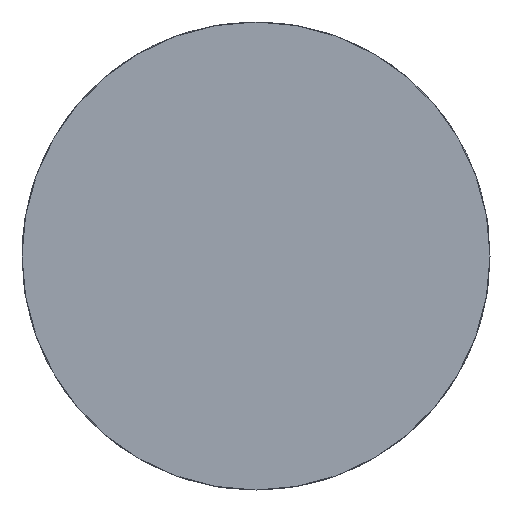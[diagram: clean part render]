
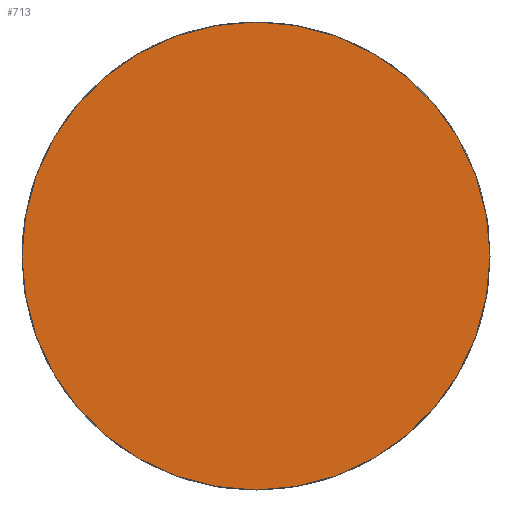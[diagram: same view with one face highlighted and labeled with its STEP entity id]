
A CAD part, front view. The second image highlights one B-rep face of the part: STEP entity #713.
In plain terms, the highlighted planar face has unit normal (0, -1, 0).
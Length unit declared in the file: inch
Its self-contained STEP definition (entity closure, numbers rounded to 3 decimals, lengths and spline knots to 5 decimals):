
#2=CARTESIAN_POINT('',(0.,0.,0.));
#3=DIRECTION('',(0.,1.,0.));
#4=DIRECTION('',(1.,0.,0.));
#5=AXIS2_PLACEMENT_3D('',#2,#3,#4);
#367=CARTESIAN_POINT('',(0.,0.,0.));
#368=DIRECTION('',(0.,-1.,0.));
#369=DIRECTION('',(1.,0.,0.));
#370=AXIS2_PLACEMENT_3D('',#367,#368,#369);
#670=CARTESIAN_POINT('',(0.,0.,-0.275));
#672=VERTEX_POINT('',#670);
#686=CARTESIAN_POINT('',(0.275,0.,0.));
#687=VERTEX_POINT('',#686);
#702=CARTESIAN_POINT('',(0.,0.,0.));
#703=DIRECTION('',(0.,1.,0.));
#704=DIRECTION('',(1.,0.,0.));
#705=AXIS2_PLACEMENT_3D('',#702,#703,#704);
#706=PLANE('',#705);
#708=ORIENTED_EDGE('',*,*,#707,.T.);
#710=ORIENTED_EDGE('',*,*,#709,.F.);
#711=EDGE_LOOP('',(#708,#710));
#712=FACE_OUTER_BOUND('',#711,.F.);
#713=ADVANCED_FACE('',(#712),#706,.F.);
#6=CIRCLE('',#5,0.275);
#371=CIRCLE('',#370,0.275);
#707=EDGE_CURVE('',#687,#672,#6,.T.);
#709=EDGE_CURVE('',#687,#672,#371,.T.);
